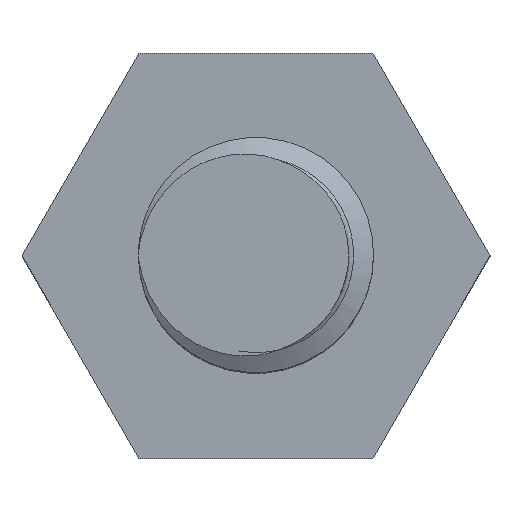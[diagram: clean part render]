
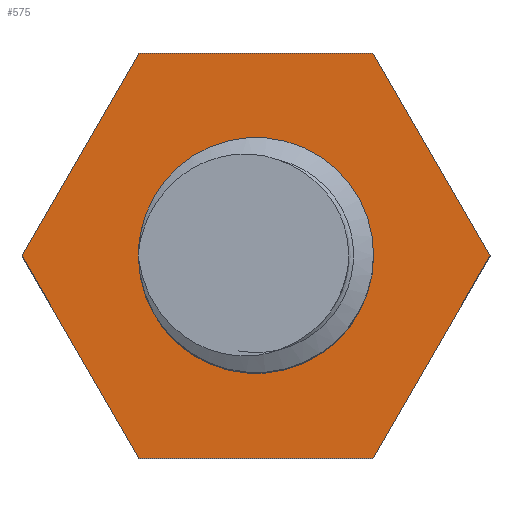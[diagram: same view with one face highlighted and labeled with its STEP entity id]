
A CAD part, top view. The second image highlights one B-rep face of the part: STEP entity #575.
In plain terms, the highlighted planar face has unit normal (0, 0, 1).
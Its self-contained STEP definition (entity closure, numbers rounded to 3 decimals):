
#15=FACE_BOUND('',#103,.T.);
#24=PLANE('',#628);
#31=B_SPLINE_CURVE_WITH_KNOTS('',3,(#2376,#2377,#2378,#2379,#2380,#2381,
#2382,#2383,#2384,#2385),.UNSPECIFIED.,.F.,.F.,(4,2,2,2,4),(0.,0.079,
0.155,0.259,0.378),.UNSPECIFIED.);
#33=B_SPLINE_CURVE_WITH_KNOTS('',3,(#3074,#3075,#3076,#3077,#3078,#3079,
#3080,#3081,#3082,#3083,#3084,#3085,#3086,#3087),.UNSPECIFIED.,.F.,.F.,
(4,2,2,2,2,2,4),(0.,0.087,0.205,0.361,
0.538,0.661,0.791),.UNSPECIFIED.);
#35=B_SPLINE_CURVE_WITH_KNOTS('',3,(#3591,#3592,#3593,#3594,#3595,#3596,
#3597,#3598,#3599,#3600,#3601,#3602,#3603,#3604),.UNSPECIFIED.,.F.,.F.,
(4,2,2,2,2,2,4),(0.,0.07,0.136,0.232,
0.317,0.381,0.429),.UNSPECIFIED.);
#37=B_SPLINE_CURVE_WITH_KNOTS('',3,(#4779,#4780,#4781,#4782,#4783,#4784,
#4785,#4786,#4787,#4788),.UNSPECIFIED.,.F.,.F.,(4,2,2,2,4),(0.,0.054,
0.102,0.135,0.171),.UNSPECIFIED.);
#69=FACE_OUTER_BOUND('',#102,.T.);
#102=EDGE_LOOP('',(#499,#500,#501,#502,#503,#504));
#103=EDGE_LOOP('',(#505,#506,#507,#508,#509,#510));
#110=CIRCLE('',#603,2.9);
#111=CIRCLE('',#605,2.9);
#159=LINE('',#4808,#202);
#162=LINE('',#4814,#205);
#165=LINE('',#4820,#208);
#168=LINE('',#4826,#211);
#171=LINE('',#4832,#214);
#173=LINE('',#4835,#216);
#202=VECTOR('',#693,5.774);
#205=VECTOR('',#698,5.774);
#208=VECTOR('',#703,5.774);
#211=VECTOR('',#708,5.774);
#214=VECTOR('',#713,5.774);
#216=VECTOR('',#717,5.774);
#230=VERTEX_POINT('',#749);
#231=VERTEX_POINT('',#751);
#234=VERTEX_POINT('',#777);
#258=VERTEX_POINT('',#2180);
#260=VERTEX_POINT('',#2375);
#263=VERTEX_POINT('',#3590);
#266=VERTEX_POINT('',#4802);
#268=VERTEX_POINT('',#4806);
#270=VERTEX_POINT('',#4811);
#272=VERTEX_POINT('',#4817);
#274=VERTEX_POINT('',#4823);
#276=VERTEX_POINT('',#4829);
#285=EDGE_CURVE('',#231,#230,#110,.T.);
#288=EDGE_CURVE('',#230,#234,#111,.T.);
#325=EDGE_CURVE('',#258,#260,#31,.T.);
#328=EDGE_CURVE('',#260,#231,#33,.T.);
#332=EDGE_CURVE('',#234,#263,#35,.T.);
#335=EDGE_CURVE('',#263,#258,#37,.T.);
#340=EDGE_CURVE('',#268,#266,#159,.T.);
#343=EDGE_CURVE('',#266,#270,#162,.T.);
#346=EDGE_CURVE('',#270,#272,#165,.T.);
#349=EDGE_CURVE('',#272,#274,#168,.T.);
#352=EDGE_CURVE('',#274,#276,#171,.T.);
#354=EDGE_CURVE('',#276,#268,#173,.T.);
#499=ORIENTED_EDGE('',*,*,#340,.F.);
#500=ORIENTED_EDGE('',*,*,#354,.F.);
#501=ORIENTED_EDGE('',*,*,#352,.F.);
#502=ORIENTED_EDGE('',*,*,#349,.F.);
#503=ORIENTED_EDGE('',*,*,#346,.F.);
#504=ORIENTED_EDGE('',*,*,#343,.F.);
#505=ORIENTED_EDGE('',*,*,#325,.F.);
#506=ORIENTED_EDGE('',*,*,#335,.F.);
#507=ORIENTED_EDGE('',*,*,#332,.F.);
#508=ORIENTED_EDGE('',*,*,#288,.F.);
#509=ORIENTED_EDGE('',*,*,#285,.F.);
#510=ORIENTED_EDGE('',*,*,#328,.F.);
#575=ADVANCED_FACE('',(#69,#15),#24,.F.);
#603=AXIS2_PLACEMENT_3D('',#755,#640,#641);
#605=AXIS2_PLACEMENT_3D('',#778,#645,#646);
#628=AXIS2_PLACEMENT_3D('',#4849,#726,#727);
#640=DIRECTION('center_axis',(0.,0.,1.));
#641=DIRECTION('ref_axis',(1.,0.,0.));
#645=DIRECTION('center_axis',(0.,0.,1.));
#646=DIRECTION('ref_axis',(1.,0.,0.));
#693=DIRECTION('',(-0.5,0.866,0.));
#698=DIRECTION('',(0.5,0.866,0.));
#703=DIRECTION('',(1.,0.,0.));
#708=DIRECTION('',(0.5,-0.866,0.));
#713=DIRECTION('',(-0.5,-0.866,0.));
#717=DIRECTION('',(-1.,0.,0.));
#726=DIRECTION('center_axis',(0.,0.,-1.));
#727=DIRECTION('ref_axis',(-1.,0.,0.));
#749=CARTESIAN_POINT('',(-2.9,0.,0.));
#751=CARTESIAN_POINT('',(-2.899,0.091,0.));
#755=CARTESIAN_POINT('Origin',(0.,0.,0.));
#777=CARTESIAN_POINT('',(-2.899,-0.091,0.));
#778=CARTESIAN_POINT('Origin',(0.,0.,0.));
#2180=CARTESIAN_POINT('',(2.287,0.,0.));
#2375=CARTESIAN_POINT('',(0.583,2.337,0.));
#2376=CARTESIAN_POINT('Ctrl Pts',(2.287,0.,
0.));
#2377=CARTESIAN_POINT('Ctrl Pts',(2.287,0.262,0.));
#2378=CARTESIAN_POINT('Ctrl Pts',(2.243,0.522,0.));
#2379=CARTESIAN_POINT('Ctrl Pts',(2.078,1.01,0.));
#2380=CARTESIAN_POINT('Ctrl Pts',(1.96,1.236,0.));
#2381=CARTESIAN_POINT('Ctrl Pts',(1.6,1.72,0.));
#2382=CARTESIAN_POINT('Ctrl Pts',(1.365,1.911,0.));
#2383=CARTESIAN_POINT('Ctrl Pts',(0.959,2.181,0.));
#2384=CARTESIAN_POINT('Ctrl Pts',(0.752,2.273,0.));
#2385=CARTESIAN_POINT('Ctrl Pts',(0.583,2.337,0.));
#3074=CARTESIAN_POINT('Ctrl Pts',(0.583,2.337,0.));
#3075=CARTESIAN_POINT('Ctrl Pts',(0.312,2.439,0.));
#3076=CARTESIAN_POINT('Ctrl Pts',(0.07,2.473,0.));
#3077=CARTESIAN_POINT('Ctrl Pts',(-0.346,2.499,0.));
#3078=CARTESIAN_POINT('Ctrl Pts',(-0.586,2.481,0.));
#3079=CARTESIAN_POINT('Ctrl Pts',(-1.131,2.362,0.));
#3080=CARTESIAN_POINT('Ctrl Pts',(-1.427,2.236,0.));
#3081=CARTESIAN_POINT('Ctrl Pts',(-1.991,1.861,0.));
#3082=CARTESIAN_POINT('Ctrl Pts',(-2.233,1.61,0.));
#3083=CARTESIAN_POINT('Ctrl Pts',(-2.542,1.169,0.));
#3084=CARTESIAN_POINT('Ctrl Pts',(-2.647,0.973,0.));
#3085=CARTESIAN_POINT('Ctrl Pts',(-2.813,0.549,0.));
#3086=CARTESIAN_POINT('Ctrl Pts',(-2.87,0.322,0.));
#3087=CARTESIAN_POINT('Ctrl Pts',(-2.899,0.091,
0.));
#3590=CARTESIAN_POINT('',(0.583,-2.337,0.));
#3591=CARTESIAN_POINT('Ctrl Pts',(-2.899,-0.091,
0.));
#3592=CARTESIAN_POINT('Ctrl Pts',(-2.87,-0.322,
0.));
#3593=CARTESIAN_POINT('Ctrl Pts',(-2.813,-0.549,
0.));
#3594=CARTESIAN_POINT('Ctrl Pts',(-2.648,-0.971,
0.));
#3595=CARTESIAN_POINT('Ctrl Pts',(-2.543,-1.167,0.));
#3596=CARTESIAN_POINT('Ctrl Pts',(-2.234,-1.609,0.));
#3597=CARTESIAN_POINT('Ctrl Pts',(-1.992,-1.86,0.));
#3598=CARTESIAN_POINT('Ctrl Pts',(-1.43,-2.235,0.));
#3599=CARTESIAN_POINT('Ctrl Pts',(-1.134,-2.361,0.));
#3600=CARTESIAN_POINT('Ctrl Pts',(-0.589,-2.481,0.));
#3601=CARTESIAN_POINT('Ctrl Pts',(-0.348,-2.499,
0.));
#3602=CARTESIAN_POINT('Ctrl Pts',(0.069,-2.473,
0.));
#3603=CARTESIAN_POINT('Ctrl Pts',(0.311,-2.44,0.));
#3604=CARTESIAN_POINT('Ctrl Pts',(0.583,-2.337,0.));
#4779=CARTESIAN_POINT('Ctrl Pts',(0.583,-2.337,0.));
#4780=CARTESIAN_POINT('Ctrl Pts',(0.753,-2.273,0.));
#4781=CARTESIAN_POINT('Ctrl Pts',(0.961,-2.18,0.));
#4782=CARTESIAN_POINT('Ctrl Pts',(1.366,-1.91,0.));
#4783=CARTESIAN_POINT('Ctrl Pts',(1.601,-1.719,0.));
#4784=CARTESIAN_POINT('Ctrl Pts',(1.961,-1.233,0.));
#4785=CARTESIAN_POINT('Ctrl Pts',(2.079,-1.008,0.));
#4786=CARTESIAN_POINT('Ctrl Pts',(2.244,-0.52,0.));
#4787=CARTESIAN_POINT('Ctrl Pts',(2.287,-0.261,0.));
#4788=CARTESIAN_POINT('Ctrl Pts',(2.287,0.,
0.));
#4802=CARTESIAN_POINT('',(-5.774,0.,0.));
#4806=CARTESIAN_POINT('',(-2.887,-5.,0.));
#4808=CARTESIAN_POINT('',(-2.887,-5.,0.));
#4811=CARTESIAN_POINT('',(-2.887,5.,0.));
#4814=CARTESIAN_POINT('',(-5.774,0.,0.));
#4817=CARTESIAN_POINT('',(2.887,5.,0.));
#4820=CARTESIAN_POINT('',(-2.887,5.,0.));
#4823=CARTESIAN_POINT('',(5.774,0.,0.));
#4826=CARTESIAN_POINT('',(2.887,5.,0.));
#4829=CARTESIAN_POINT('',(2.887,-5.,0.));
#4832=CARTESIAN_POINT('',(5.774,0.,0.));
#4835=CARTESIAN_POINT('',(2.887,-5.,0.));
#4849=CARTESIAN_POINT('Origin',(0.,0.,0.));
